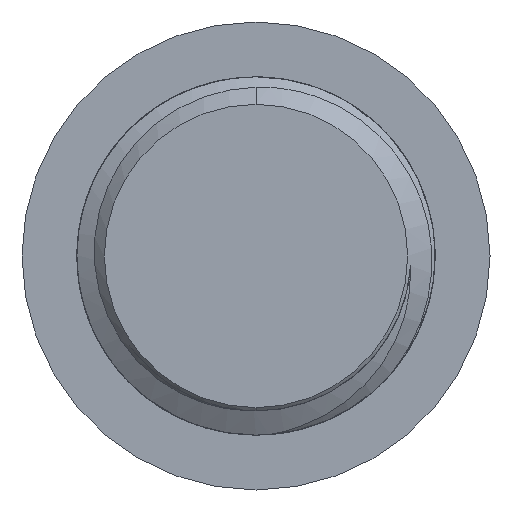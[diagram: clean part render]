
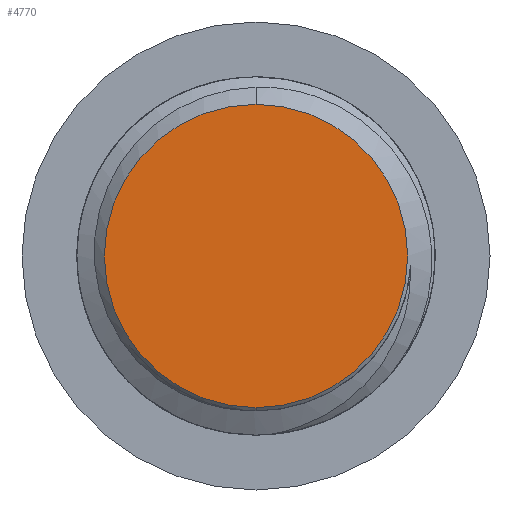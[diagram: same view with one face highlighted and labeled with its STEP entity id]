
A CAD part, front view. The second image highlights one B-rep face of the part: STEP entity #4770.
In plain terms, the highlighted planar face has unit normal (0, -1, 0).
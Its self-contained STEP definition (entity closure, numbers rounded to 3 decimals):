
#217 = CIRCLE ( 'NONE', #5685, 6.773 ) ;
#399 = CARTESIAN_POINT ( 'NONE',  ( 8., -55., 0. ) ) ;
#1306 = CARTESIAN_POINT ( 'NONE',  ( 0., -55., 0. ) ) ;
#1321 = EDGE_CURVE ( 'NONE', #1868, #1463, #1618, .T. ) ;
#1408 = EDGE_CURVE ( 'NONE', #1463, #1868, #217, .T. ) ;
#1463 = VERTEX_POINT ( 'NONE', #7065 ) ;
#1618 = CIRCLE ( 'NONE', #6080, 6.773 ) ;
#1750 = AXIS2_PLACEMENT_3D ( 'NONE', #399, #2321, #7679 ) ;
#1864 = DIRECTION ( 'NONE',  ( 0., -1., 0. ) ) ;
#1868 = VERTEX_POINT ( 'NONE', #5127 ) ;
#2203 = FACE_OUTER_BOUND ( 'NONE', #2843, .T. ) ;
#2321 = DIRECTION ( 'NONE',  ( 0., -1., 0. ) ) ;
#2843 = EDGE_LOOP ( 'NONE', ( #3227, #5862 ) ) ;
#3227 = ORIENTED_EDGE ( 'NONE', *, *, #1321, .T. ) ;
#3270 = CARTESIAN_POINT ( 'NONE',  ( 0., -55., 0. ) ) ;
#4770 = ADVANCED_FACE ( 'NONE', ( #2203 ), #5956, .T. ) ;
#4970 = DIRECTION ( 'NONE',  ( 0., 0., -1. ) ) ;
#5127 = CARTESIAN_POINT ( 'NONE',  ( 0., -55., 6.773 ) ) ;
#5685 = AXIS2_PLACEMENT_3D ( 'NONE', #3270, #6983, #6344 ) ;
#5862 = ORIENTED_EDGE ( 'NONE', *, *, #1408, .T. ) ;
#5956 = PLANE ( 'NONE',  #1750 ) ;
#6080 = AXIS2_PLACEMENT_3D ( 'NONE', #1306, #1864, #4970 ) ;
#6344 = DIRECTION ( 'NONE',  ( 0., 0., -1. ) ) ;
#6983 = DIRECTION ( 'NONE',  ( 0., -1., 0. ) ) ;
#7065 = CARTESIAN_POINT ( 'NONE',  ( 0., -55., -6.773 ) ) ;
#7679 = DIRECTION ( 'NONE',  ( 0., 0., -1. ) ) ;
